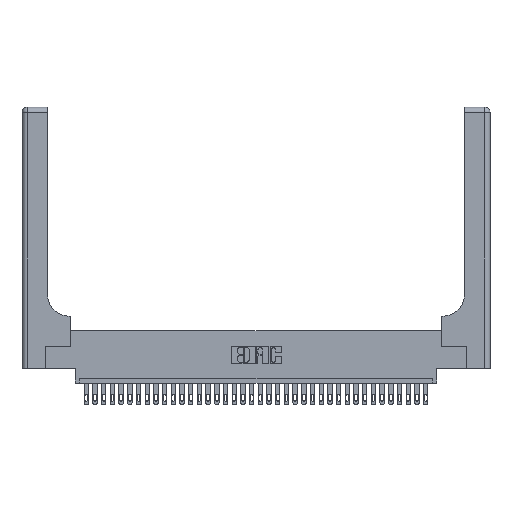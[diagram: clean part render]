
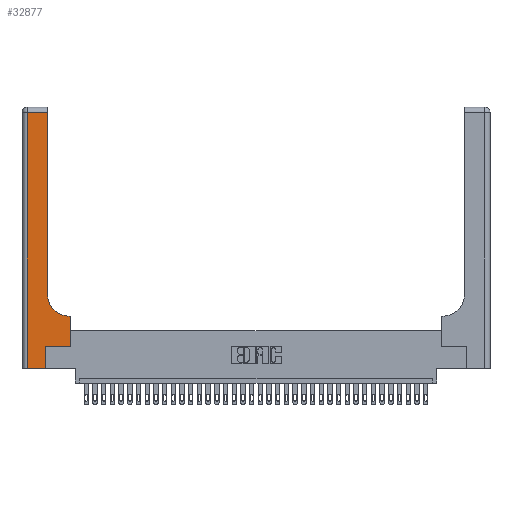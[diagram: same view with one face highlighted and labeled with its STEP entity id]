
A CAD part, top view. The second image highlights one B-rep face of the part: STEP entity #32877.
In plain terms, the highlighted planar face has unit normal (0, 0, 1).
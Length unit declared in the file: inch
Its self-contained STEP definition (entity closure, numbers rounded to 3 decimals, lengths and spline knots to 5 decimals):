
#977 = VERTEX_POINT ( 'NONE', #31435 ) ;
#1154 = DIRECTION ( 'NONE',  ( 1., 0., 0. ) ) ;
#1627 = LINE ( 'NONE', #25419, #11043 ) ;
#1804 = ORIENTED_EDGE ( 'NONE', *, *, #2878, .T. ) ;
#2878 = EDGE_CURVE ( 'NONE', #977, #29168, #7158, .T. ) ;
#3802 = FACE_OUTER_BOUND ( 'NONE', #6468, .T. ) ;
#3947 = DIRECTION ( 'NONE',  ( 0., 0., -1. ) ) ;
#4583 = CIRCLE ( 'NONE', #6551, 0.25 ) ;
#6468 = EDGE_LOOP ( 'NONE', ( #10159, #31943, #13508, #29666, #15434, #9471, #1804, #13289, #11886 ) ) ;
#6551 = AXIS2_PLACEMENT_3D ( 'NONE', #6835, #3947, #26045 ) ;
#6835 = CARTESIAN_POINT ( 'NONE',  ( 0.5415, 0.85, 0.37 ) ) ;
#6864 = DIRECTION ( 'NONE',  ( 0., 1., 0. ) ) ;
#7158 = LINE ( 'NONE', #9969, #16141 ) ;
#8156 = DIRECTION ( 'NONE',  ( 0., 1., 0. ) ) ;
#8545 = VECTOR ( 'NONE', #25426, 39.37008 ) ;
#8700 = CARTESIAN_POINT ( 'NONE',  ( 0.2915, 0.85, 0.37 ) ) ;
#8733 = AXIS2_PLACEMENT_3D ( 'NONE', #18422, #34793, #15654 ) ;
#9176 = DIRECTION ( 'NONE',  ( 0., 1., 0. ) ) ;
#9229 = VECTOR ( 'NONE', #29106, 39.37008 ) ;
#9471 = ORIENTED_EDGE ( 'NONE', *, *, #16543, .T. ) ;
#9754 = CARTESIAN_POINT ( 'NONE',  ( 0.269, 0.25, 0.37 ) ) ;
#9969 = CARTESIAN_POINT ( 'NONE',  ( 0.5585, 0.25, 0.37 ) ) ;
#10058 = LINE ( 'NONE', #9754, #21229 ) ;
#10159 = ORIENTED_EDGE ( 'NONE', *, *, #26722, .T. ) ;
#11043 = VECTOR ( 'NONE', #9176, 39.37008 ) ;
#11179 = VERTEX_POINT ( 'NONE', #21170 ) ;
#11533 = EDGE_CURVE ( 'NONE', #19400, #11179, #21272, .T. ) ;
#11563 = CARTESIAN_POINT ( 'NONE',  ( 0.06, 3., 0.37 ) ) ;
#11750 = DIRECTION ( 'NONE',  ( -1., 0., 0. ) ) ;
#11886 = ORIENTED_EDGE ( 'NONE', *, *, #24613, .T. ) ;
#12807 = VECTOR ( 'NONE', #32180, 39.37008 ) ;
#13289 = ORIENTED_EDGE ( 'NONE', *, *, #14676, .T. ) ;
#13508 = ORIENTED_EDGE ( 'NONE', *, *, #13970, .T. ) ;
#13970 = EDGE_CURVE ( 'NONE', #11179, #20282, #17117, .T. ) ;
#14676 = EDGE_CURVE ( 'NONE', #29168, #23417, #35612, .T. ) ;
#15434 = ORIENTED_EDGE ( 'NONE', *, *, #23873, .T. ) ;
#15654 = DIRECTION ( 'NONE',  ( -1., 0., 0. ) ) ;
#15785 = LINE ( 'NONE', #20755, #26157 ) ;
#16141 = VECTOR ( 'NONE', #8156, 39.37008 ) ;
#16148 = CARTESIAN_POINT ( 'NONE',  ( 0.269, 0., 0.37 ) ) ;
#16543 = EDGE_CURVE ( 'NONE', #20729, #977, #10058, .T. ) ;
#17117 = LINE ( 'NONE', #11563, #8545 ) ;
#17286 = CARTESIAN_POINT ( 'NONE',  ( 0.2915, 0.6, 0.37 ) ) ;
#18003 = CARTESIAN_POINT ( 'NONE',  ( 0., 0., 0.37 ) ) ;
#18422 = CARTESIAN_POINT ( 'NONE',  ( 0., 3., 0.37 ) ) ;
#19400 = VERTEX_POINT ( 'NONE', #26699 ) ;
#20081 = VECTOR ( 'NONE', #11750, 39.37008 ) ;
#20131 = VERTEX_POINT ( 'NONE', #16148 ) ;
#20282 = VERTEX_POINT ( 'NONE', #25553 ) ;
#20729 = VERTEX_POINT ( 'NONE', #24910 ) ;
#20755 = CARTESIAN_POINT ( 'NONE',  ( 0.269, 0., 0.37 ) ) ;
#21170 = CARTESIAN_POINT ( 'NONE',  ( 0.06, 2.94, 0.37 ) ) ;
#21229 = VECTOR ( 'NONE', #1154, 39.37008 ) ;
#21242 = CARTESIAN_POINT ( 'NONE',  ( 0.5585, 0.6, 0.37 ) ) ;
#21272 = LINE ( 'NONE', #33782, #12807 ) ;
#23417 = VERTEX_POINT ( 'NONE', #27072 ) ;
#23873 = EDGE_CURVE ( 'NONE', #20131, #20729, #15785, .T. ) ;
#24613 = EDGE_CURVE ( 'NONE', #23417, #26800, #4583, .T. ) ;
#24910 = CARTESIAN_POINT ( 'NONE',  ( 0.269, 0.25, 0.37 ) ) ;
#25419 = CARTESIAN_POINT ( 'NONE',  ( 0.2915, 3., 0.37 ) ) ;
#25426 = DIRECTION ( 'NONE',  ( 0., -1., 0. ) ) ;
#25553 = CARTESIAN_POINT ( 'NONE',  ( 0.06, 0., 0.37 ) ) ;
#25682 = EDGE_CURVE ( 'NONE', #20282, #20131, #27735, .T. ) ;
#26045 = DIRECTION ( 'NONE',  ( 1., 0., 0. ) ) ;
#26157 = VECTOR ( 'NONE', #6864, 39.37008 ) ;
#26699 = CARTESIAN_POINT ( 'NONE',  ( 0.2915, 2.94, 0.37 ) ) ;
#26722 = EDGE_CURVE ( 'NONE', #26800, #19400, #1627, .T. ) ;
#26800 = VERTEX_POINT ( 'NONE', #8700 ) ;
#27072 = CARTESIAN_POINT ( 'NONE',  ( 0.5415, 0.6, 0.37 ) ) ;
#27735 = LINE ( 'NONE', #18003, #9229 ) ;
#29106 = DIRECTION ( 'NONE',  ( 1., 0., 0. ) ) ;
#29168 = VERTEX_POINT ( 'NONE', #21242 ) ;
#29666 = ORIENTED_EDGE ( 'NONE', *, *, #25682, .T. ) ;
#31435 = CARTESIAN_POINT ( 'NONE',  ( 0.5585, 0.25, 0.37 ) ) ;
#31943 = ORIENTED_EDGE ( 'NONE', *, *, #11533, .T. ) ;
#32160 = PLANE ( 'NONE',  #8733 ) ;
#32180 = DIRECTION ( 'NONE',  ( -1., 0., 0. ) ) ;
#32877 = ADVANCED_FACE ( 'NONE', ( #3802 ), #32160, .F. ) ;
#33782 = CARTESIAN_POINT ( 'NONE',  ( 0., 2.94, 0.37 ) ) ;
#34793 = DIRECTION ( 'NONE',  ( 0., 0., -1. ) ) ;
#35612 = LINE ( 'NONE', #17286, #20081 ) ;
